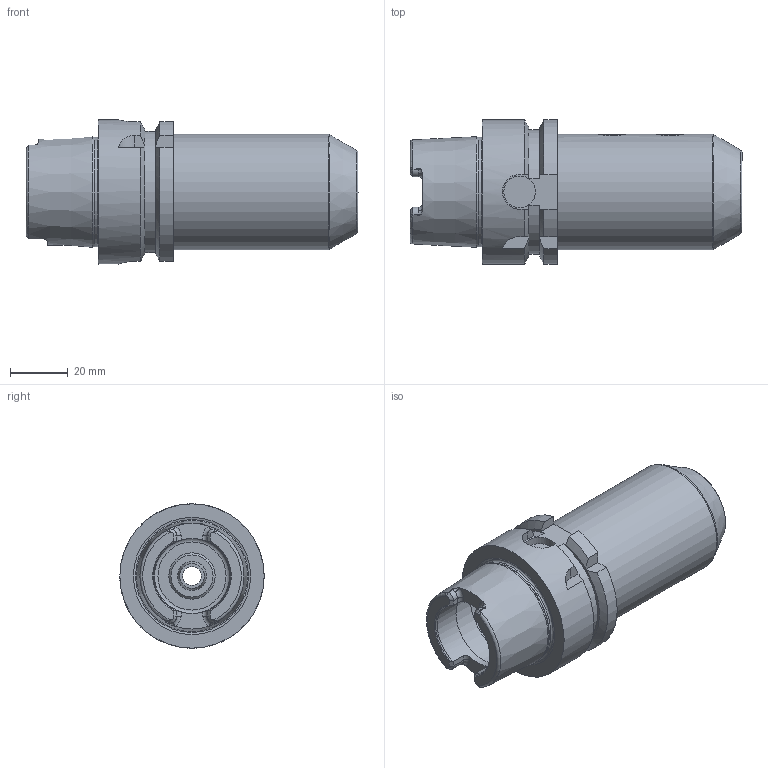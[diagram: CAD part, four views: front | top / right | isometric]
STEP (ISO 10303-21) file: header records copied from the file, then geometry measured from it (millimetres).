
FILE_DESCRIPTION((''),'2;1');
FILE_NAME('542014120090-3D.stp','2020-07-08T10:45:59',('nttooll'),(''),'Autodesk Inventor 2012','Autodesk Inventor 2012','');
FILE_SCHEMA(('AUTOMOTIVE_DESIGN { 1 0 10303 214 1 1 1 1 }'));
Length unit declared in the file: millimetre
Products named in the file (1): 542014120090-3D
Bounding box: 115 x 50 x 50 mm (x, y, z)
Volume: 107665.7 mm3; surface area: 27816.8 mm2
Topology: 1 solids, 1 shells, 139 faces, 345 edges, 215 vertices
Faces by surface type: plane 50, cylinder 42, cone 30, torus 17
Full cylindrical faces by diameter (mm): 5 x2, 5.774 x2, 6.4 x1, 9.5 x1, 10 x3, 11 x1, 16 x1, 20 x1, 20.4 x1, 26 x1, 26.6 x1, 32 x1, 37.9 x1, 40 x1, 50 x1
Entity records: 4188 total; most frequent: CARTESIAN_POINT 1114, DIRECTION 646, ORIENTED_EDGE 584, EDGE_CURVE 292, AXIS2_PLACEMENT_3D 268, VERTEX_POINT 206, EDGE_LOOP 192, FACE_OUTER_BOUND 139
